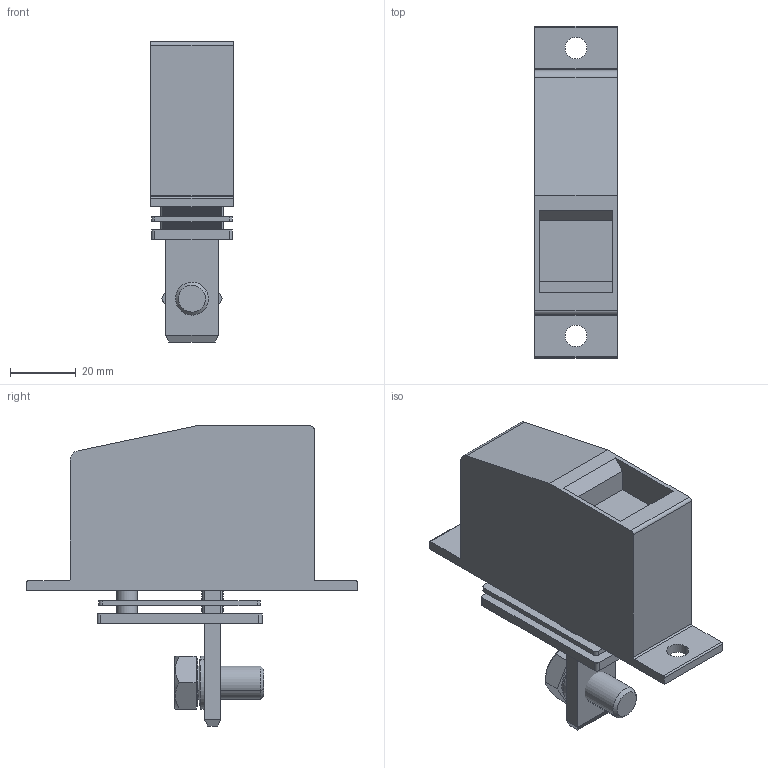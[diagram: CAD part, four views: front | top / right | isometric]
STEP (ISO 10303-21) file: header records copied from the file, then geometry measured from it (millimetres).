
FILE_DESCRIPTION(('CATIA V5 STEP Exchange','CAx-IF Rec.Pracs.--- Model Styling and Organization---1.2---2011-12-15'),'2;1');
FILE_NAME ('D1450271_0', '2018-11-30T10:40:17+00:00', ('none'), ('Weidmueller'), 'CATIA Version 5-6 Release 2014', 'CATIA V5 STEP AP214', 'none');
FILE_SCHEMA(('AUTOMOTIVE_DESIGN { 1 0 10303 214 1 1 1 1 }'));
Length unit declared in the file: millimetre
Products named in the file (1): 1250660000
Bounding box: 25 x 100.7 x 91 mm (x, y, z)
Volume: 94665.9 mm3; surface area: 28669 mm2
Topology: 6 solids, 6 shells, 503 faces, 1292 edges, 808 vertices
Faces by surface type: plane 347, cylinder 146, cone 10
Entity records: 14022 total; most frequent: ORIENTED_EDGE 2584, CARTESIAN_POINT 2494, DIRECTION 1968, EDGE_CURVE 1292, VECTOR 984, LINE 984, VERTEX_POINT 808, AXIS2_PLACEMENT_3D 642
